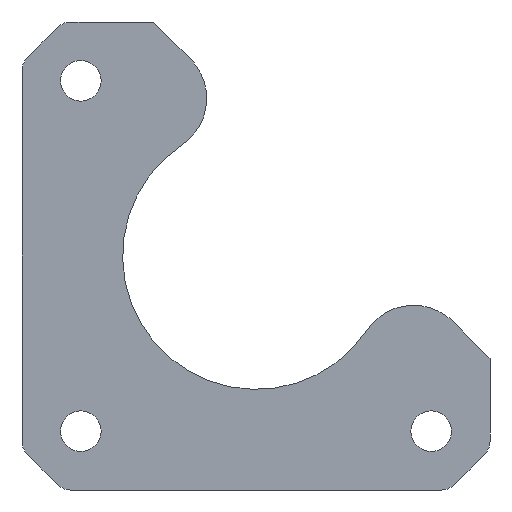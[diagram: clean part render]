
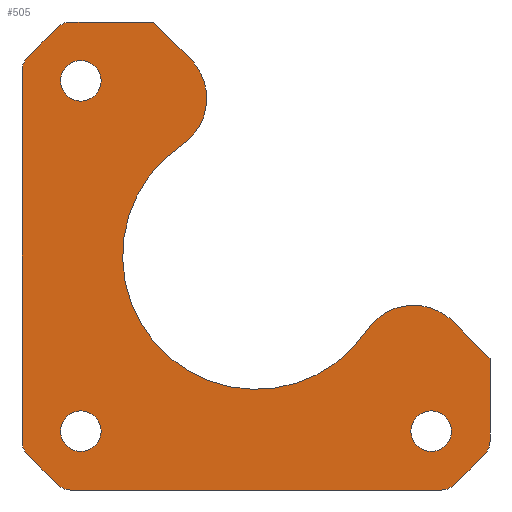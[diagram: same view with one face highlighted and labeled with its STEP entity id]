
A CAD part, front view. The second image highlights one B-rep face of the part: STEP entity #505.
In plain terms, the highlighted planar face has unit normal (0, -1, 0).
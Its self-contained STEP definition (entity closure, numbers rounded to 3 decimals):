
#29=FACE_BOUND('',#63,.T.);
#30=FACE_BOUND('',#64,.T.);
#31=FACE_BOUND('',#65,.T.);
#35=FACE_OUTER_BOUND('',#62,.T.);
#62=EDGE_LOOP('',(#342,#343,#344,#345,#346,#347,#348,#349,#350,#351,#352,
#353,#354,#355,#356,#357,#358,#359));
#63=EDGE_LOOP('',(#360));
#64=EDGE_LOOP('',(#361));
#65=EDGE_LOOP('',(#362));
#95=CIRCLE('',#547,1.7);
#96=CIRCLE('',#548,1.7);
#97=CIRCLE('',#549,1.7);
#98=CIRCLE('',#550,1.7);
#99=CIRCLE('',#551,1.7);
#100=CIRCLE('',#552,1.7);
#101=CIRCLE('',#553,5.);
#102=CIRCLE('',#554,11.8);
#103=CIRCLE('',#555,5.);
#104=CIRCLE('',#556,1.8);
#105=CIRCLE('',#557,1.8);
#106=CIRCLE('',#558,1.8);
#123=LINE('',#764,#170);
#124=LINE('',#766,#171);
#125=LINE('',#770,#172);
#126=LINE('',#774,#173);
#127=LINE('',#778,#174);
#128=LINE('',#782,#175);
#129=LINE('',#786,#176);
#130=LINE('',#790,#177);
#131=LINE('',#792,#178);
#170=VECTOR('',#605,10.);
#171=VECTOR('',#606,10.);
#172=VECTOR('',#609,10.);
#173=VECTOR('',#612,10.);
#174=VECTOR('',#615,10.);
#175=VECTOR('',#618,10.);
#176=VECTOR('',#621,10.);
#177=VECTOR('',#624,10.);
#178=VECTOR('',#625,10.);
#217=VERTEX_POINT('',#762);
#218=VERTEX_POINT('',#763);
#219=VERTEX_POINT('',#765);
#220=VERTEX_POINT('',#767);
#221=VERTEX_POINT('',#769);
#222=VERTEX_POINT('',#771);
#223=VERTEX_POINT('',#773);
#224=VERTEX_POINT('',#775);
#225=VERTEX_POINT('',#777);
#226=VERTEX_POINT('',#779);
#227=VERTEX_POINT('',#781);
#228=VERTEX_POINT('',#783);
#229=VERTEX_POINT('',#785);
#230=VERTEX_POINT('',#787);
#231=VERTEX_POINT('',#789);
#232=VERTEX_POINT('',#791);
#233=VERTEX_POINT('',#793);
#234=VERTEX_POINT('',#795);
#235=VERTEX_POINT('',#798);
#236=VERTEX_POINT('',#800);
#237=VERTEX_POINT('',#802);
#267=EDGE_CURVE('',#217,#218,#123,.T.);
#268=EDGE_CURVE('',#219,#217,#124,.T.);
#269=EDGE_CURVE('',#220,#219,#95,.T.);
#270=EDGE_CURVE('',#221,#220,#125,.T.);
#271=EDGE_CURVE('',#222,#221,#96,.T.);
#272=EDGE_CURVE('',#223,#222,#126,.T.);
#273=EDGE_CURVE('',#224,#223,#97,.T.);
#274=EDGE_CURVE('',#225,#224,#127,.T.);
#275=EDGE_CURVE('',#226,#225,#98,.T.);
#276=EDGE_CURVE('',#227,#226,#128,.T.);
#277=EDGE_CURVE('',#228,#227,#99,.T.);
#278=EDGE_CURVE('',#229,#228,#129,.T.);
#279=EDGE_CURVE('',#230,#229,#100,.T.);
#280=EDGE_CURVE('',#231,#230,#130,.T.);
#281=EDGE_CURVE('',#232,#231,#131,.T.);
#282=EDGE_CURVE('',#233,#232,#101,.T.);
#283=EDGE_CURVE('',#234,#233,#102,.T.);
#284=EDGE_CURVE('',#218,#234,#103,.T.);
#285=EDGE_CURVE('',#235,#235,#104,.T.);
#286=EDGE_CURVE('',#236,#236,#105,.T.);
#287=EDGE_CURVE('',#237,#237,#106,.T.);
#342=ORIENTED_EDGE('',*,*,#267,.F.);
#343=ORIENTED_EDGE('',*,*,#268,.F.);
#344=ORIENTED_EDGE('',*,*,#269,.F.);
#345=ORIENTED_EDGE('',*,*,#270,.F.);
#346=ORIENTED_EDGE('',*,*,#271,.F.);
#347=ORIENTED_EDGE('',*,*,#272,.F.);
#348=ORIENTED_EDGE('',*,*,#273,.F.);
#349=ORIENTED_EDGE('',*,*,#274,.F.);
#350=ORIENTED_EDGE('',*,*,#275,.F.);
#351=ORIENTED_EDGE('',*,*,#276,.F.);
#352=ORIENTED_EDGE('',*,*,#277,.F.);
#353=ORIENTED_EDGE('',*,*,#278,.F.);
#354=ORIENTED_EDGE('',*,*,#279,.F.);
#355=ORIENTED_EDGE('',*,*,#280,.F.);
#356=ORIENTED_EDGE('',*,*,#281,.F.);
#357=ORIENTED_EDGE('',*,*,#282,.F.);
#358=ORIENTED_EDGE('',*,*,#283,.F.);
#359=ORIENTED_EDGE('',*,*,#284,.F.);
#360=ORIENTED_EDGE('',*,*,#285,.F.);
#361=ORIENTED_EDGE('',*,*,#286,.F.);
#362=ORIENTED_EDGE('',*,*,#287,.F.);
#492=PLANE('',#546);
#505=ADVANCED_FACE('',(#35,#29,#30,#31),#492,.T.);
#546=AXIS2_PLACEMENT_3D('',#761,#603,#604);
#547=AXIS2_PLACEMENT_3D('',#768,#607,#608);
#548=AXIS2_PLACEMENT_3D('',#772,#610,#611);
#549=AXIS2_PLACEMENT_3D('',#776,#613,#614);
#550=AXIS2_PLACEMENT_3D('',#780,#616,#617);
#551=AXIS2_PLACEMENT_3D('',#784,#619,#620);
#552=AXIS2_PLACEMENT_3D('',#788,#622,#623);
#553=AXIS2_PLACEMENT_3D('',#794,#626,#627);
#554=AXIS2_PLACEMENT_3D('',#796,#628,#629);
#555=AXIS2_PLACEMENT_3D('',#797,#630,#631);
#556=AXIS2_PLACEMENT_3D('',#799,#632,#633);
#557=AXIS2_PLACEMENT_3D('',#801,#634,#635);
#558=AXIS2_PLACEMENT_3D('',#803,#636,#637);
#603=DIRECTION('center_axis',(0.,-1.,0.));
#604=DIRECTION('ref_axis',(1.,0.,0.));
#605=DIRECTION('',(0.707,0.,-0.707));
#606=DIRECTION('',(1.,0.,0.));
#607=DIRECTION('center_axis',(0.,1.,0.));
#608=DIRECTION('ref_axis',(-0.707,0.,0.707));
#609=DIRECTION('',(0.707,0.,0.707));
#610=DIRECTION('center_axis',(0.,1.,0.));
#611=DIRECTION('ref_axis',(-1.,0.,0.));
#612=DIRECTION('',(0.,0.,1.));
#613=DIRECTION('center_axis',(0.,1.,0.));
#614=DIRECTION('ref_axis',(-0.707,0.,-0.707));
#615=DIRECTION('',(-0.707,0.,0.707));
#616=DIRECTION('center_axis',(0.,1.,0.));
#617=DIRECTION('ref_axis',(0.,0.,-1.));
#618=DIRECTION('',(-1.,0.,0.));
#619=DIRECTION('center_axis',(0.,1.,0.));
#620=DIRECTION('ref_axis',(0.707,0.,-0.707));
#621=DIRECTION('',(-0.707,0.,-0.707));
#622=DIRECTION('center_axis',(0.,1.,0.));
#623=DIRECTION('ref_axis',(1.,0.,0.));
#624=DIRECTION('',(0.,0.,-1.));
#625=DIRECTION('',(0.707,0.,-0.707));
#626=DIRECTION('center_axis',(0.,1.,0.));
#627=DIRECTION('ref_axis',(-0.097,0.,0.995));
#628=DIRECTION('center_axis',(0.,-1.,0.));
#629=DIRECTION('ref_axis',(1.,0.,-0.012));
#630=DIRECTION('center_axis',(0.,1.,0.));
#631=DIRECTION('ref_axis',(0.995,0.,-0.097));
#632=DIRECTION('center_axis',(0.,-1.,0.));
#633=DIRECTION('ref_axis',(1.,0.,0.));
#634=DIRECTION('center_axis',(0.,-1.,0.));
#635=DIRECTION('ref_axis',(1.,0.,0.));
#636=DIRECTION('center_axis',(0.,-1.,0.));
#637=DIRECTION('ref_axis',(1.,0.,0.));
#761=CARTESIAN_POINT('Origin',(0.,0.6,0.));
#762=CARTESIAN_POINT('',(-9.047,0.6,20.7));
#763=CARTESIAN_POINT('',(-5.83,0.6,17.483));
#764=CARTESIAN_POINT('',(-1.61,0.6,13.263));
#765=CARTESIAN_POINT('',(-16.372,0.6,20.7));
#766=CARTESIAN_POINT('',(-8.186,0.6,20.7));
#767=CARTESIAN_POINT('',(-17.574,0.6,20.202));
#768=CARTESIAN_POINT('Origin',(-16.372,0.6,19.));
#769=CARTESIAN_POINT('',(-20.202,0.6,17.574));
#770=CARTESIAN_POINT('',(-19.545,0.6,18.231));
#771=CARTESIAN_POINT('',(-20.7,0.6,16.372));
#772=CARTESIAN_POINT('Origin',(-19.,0.6,16.372));
#773=CARTESIAN_POINT('',(-20.7,0.6,-16.372));
#774=CARTESIAN_POINT('',(-20.7,0.6,-8.186));
#775=CARTESIAN_POINT('',(-20.202,0.6,-17.574));
#776=CARTESIAN_POINT('Origin',(-19.,0.6,-16.372));
#777=CARTESIAN_POINT('',(-17.574,0.6,-20.202));
#778=CARTESIAN_POINT('',(-18.231,0.6,-19.545));
#779=CARTESIAN_POINT('',(-16.372,0.6,-20.7));
#780=CARTESIAN_POINT('Origin',(-16.372,0.6,-19.));
#781=CARTESIAN_POINT('',(16.372,0.6,-20.7));
#782=CARTESIAN_POINT('',(8.186,0.6,-20.7));
#783=CARTESIAN_POINT('',(17.574,0.6,-20.202));
#784=CARTESIAN_POINT('Origin',(16.372,0.6,-19.));
#785=CARTESIAN_POINT('',(20.202,0.6,-17.574));
#786=CARTESIAN_POINT('',(19.545,0.6,-18.231));
#787=CARTESIAN_POINT('',(20.7,0.6,-16.372));
#788=CARTESIAN_POINT('Origin',(19.,0.6,-16.372));
#789=CARTESIAN_POINT('',(20.7,0.6,-9.047));
#790=CARTESIAN_POINT('',(20.7,0.6,-4.523));
#791=CARTESIAN_POINT('',(17.483,0.6,-5.83));
#792=CARTESIAN_POINT('',(8.813,0.6,2.841));
#793=CARTESIAN_POINT('',(9.796,0.6,-6.578));
#794=CARTESIAN_POINT('Origin',(13.948,0.6,-9.365));
#795=CARTESIAN_POINT('',(-6.578,0.6,9.796));
#796=CARTESIAN_POINT('Origin',(0.,0.6,0.));
#797=CARTESIAN_POINT('Origin',(-9.365,0.6,13.948));
#798=CARTESIAN_POINT('',(-17.3,0.6,-15.5));
#799=CARTESIAN_POINT('Origin',(-15.5,0.6,-15.5));
#800=CARTESIAN_POINT('',(-17.3,0.6,15.5));
#801=CARTESIAN_POINT('Origin',(-15.5,0.6,15.5));
#802=CARTESIAN_POINT('',(13.7,0.6,-15.5));
#803=CARTESIAN_POINT('Origin',(15.5,0.6,-15.5));
